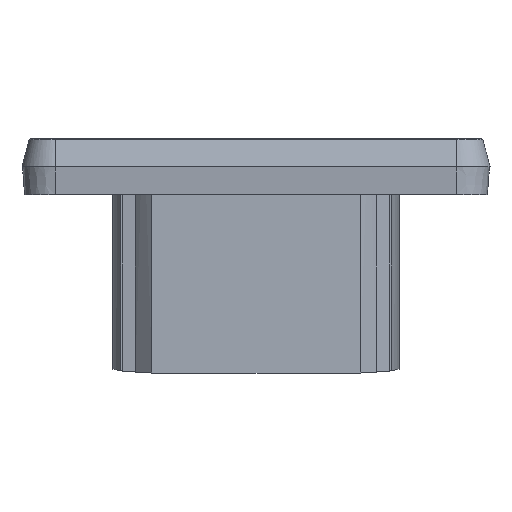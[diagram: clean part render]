
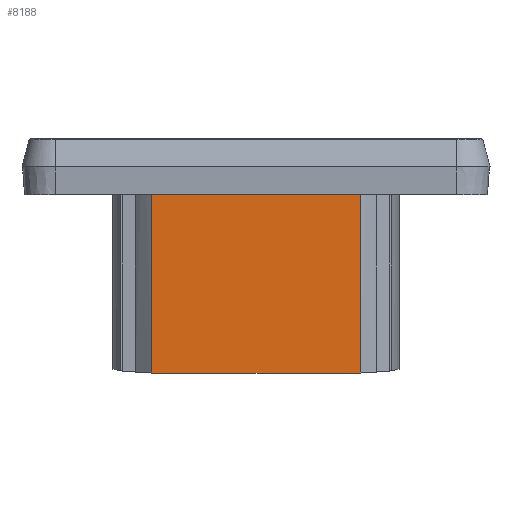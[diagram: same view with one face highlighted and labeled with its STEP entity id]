
A CAD part, front view. The second image highlights one B-rep face of the part: STEP entity #8188.
In plain terms, the highlighted planar face has unit normal (0, -1, 0).
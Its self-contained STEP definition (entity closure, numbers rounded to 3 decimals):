
#287 = CARTESIAN_POINT ( 'NONE',  ( -18.667, -21.8, 0. ) ) ;
#1010 = VERTEX_POINT ( 'NONE', #8027 ) ;
#1320 = CARTESIAN_POINT ( 'NONE',  ( 18.667, -21.8, 0. ) ) ;
#1542 = VECTOR ( 'NONE', #9562, 1000. ) ;
#1739 = VECTOR ( 'NONE', #3017, 1000. ) ;
#2338 = CARTESIAN_POINT ( 'NONE',  ( 18.667, -21.8, -32.001 ) ) ;
#2406 = VERTEX_POINT ( 'NONE', #4641 ) ;
#2456 = DIRECTION ( 'NONE',  ( 0., -1., 0. ) ) ;
#2769 = LINE ( 'NONE', #7792, #1542 ) ;
#3017 = DIRECTION ( 'NONE',  ( -1., 0., 0. ) ) ;
#3147 = ORIENTED_EDGE ( 'NONE', *, *, #6275, .T. ) ;
#4026 = CARTESIAN_POINT ( 'NONE',  ( -18.667, -21.8, -32.001 ) ) ;
#4071 = LINE ( 'NONE', #287, #8968 ) ;
#4284 = EDGE_CURVE ( 'NONE', #7374, #10790, #2769, .T. ) ;
#4641 = CARTESIAN_POINT ( 'NONE',  ( -18.667, -21.8, 0. ) ) ;
#4777 = EDGE_CURVE ( 'NONE', #2406, #1010, #4071, .T. ) ;
#5290 = CARTESIAN_POINT ( 'NONE',  ( -18.667, -21.8, 0. ) ) ;
#5380 = EDGE_CURVE ( 'NONE', #10790, #1010, #5984, .T. ) ;
#5761 = VECTOR ( 'NONE', #11201, 1000. ) ;
#5984 = LINE ( 'NONE', #4026, #1739 ) ;
#6275 = EDGE_CURVE ( 'NONE', #7374, #2406, #8366, .T. ) ;
#7001 = CARTESIAN_POINT ( 'NONE',  ( 18.667, -21.8, 0. ) ) ;
#7185 = DIRECTION ( 'NONE',  ( 0., 0., -1. ) ) ;
#7374 = VERTEX_POINT ( 'NONE', #7001 ) ;
#7792 = CARTESIAN_POINT ( 'NONE',  ( 18.667, -21.8, 0. ) ) ;
#8027 = CARTESIAN_POINT ( 'NONE',  ( -18.667, -21.8, -32.001 ) ) ;
#8188 = ADVANCED_FACE ( 'NONE', ( #9008 ), #10076, .T. ) ;
#8326 = ORIENTED_EDGE ( 'NONE', *, *, #4284, .F. ) ;
#8366 = LINE ( 'NONE', #5290, #5761 ) ;
#8968 = VECTOR ( 'NONE', #10743, 1000. ) ;
#9008 = FACE_OUTER_BOUND ( 'NONE', #9214, .T. ) ;
#9214 = EDGE_LOOP ( 'NONE', ( #3147, #11382, #11808, #8326 ) ) ;
#9562 = DIRECTION ( 'NONE',  ( 0., 0., -1. ) ) ;
#10076 = PLANE ( 'NONE',  #10620 ) ;
#10620 = AXIS2_PLACEMENT_3D ( 'NONE', #1320, #2456, #7185 ) ;
#10743 = DIRECTION ( 'NONE',  ( 0., 0., -1. ) ) ;
#10790 = VERTEX_POINT ( 'NONE', #2338 ) ;
#11201 = DIRECTION ( 'NONE',  ( -1., 0., 0. ) ) ;
#11382 = ORIENTED_EDGE ( 'NONE', *, *, #4777, .T. ) ;
#11808 = ORIENTED_EDGE ( 'NONE', *, *, #5380, .F. ) ;
